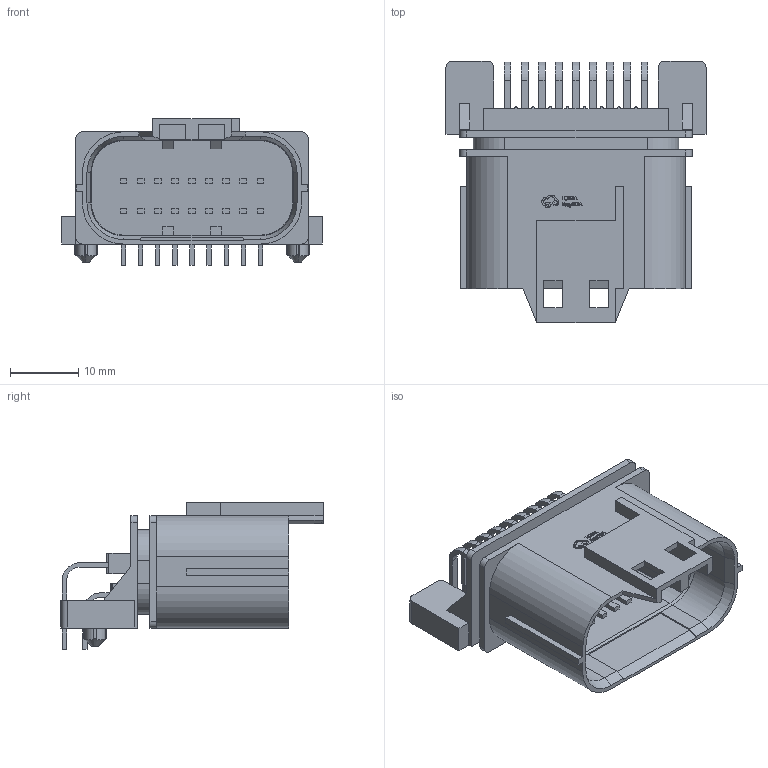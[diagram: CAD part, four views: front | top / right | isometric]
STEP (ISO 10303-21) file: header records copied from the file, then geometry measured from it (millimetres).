
FILE_DESCRIPTION (( 'STEP AP214' ), '1' );
FILE_NAME ('CONN-TH_18P-P2.50_MX23A18NF1.STEP', '2022-12-27T13:16:39', ( '' ), ( '' ), 'SwSTEP 2.0', 'SolidWorks 2020', '' );
FILE_SCHEMA (( 'AUTOMOTIVE_DESIGN' ));
Length unit declared in the file: millimetre
Products named in the file (1): CONN-TH_18P-P2.50_MX23A18NF1
Bounding box: 38 x 38.3 x 21.4 mm (x, y, z)
Volume: 5426.5 mm3; surface area: 7686 mm2
Topology: 1 solids, 1 shells, 825 faces, 2261 edges, 1496 vertices
Faces by surface type: plane 601, cylinder 114, bspline 98, cone 12
Entity records: 35559 total; most frequent: CARTESIAN_POINT 6000, ORIENTED_EDGE 4522, DIRECTION 3722, EDGE_CURVE 2261, VECTOR 1798, LINE 1798, VERTEX_POINT 1496, AXIS2_PLACEMENT_3D 962
